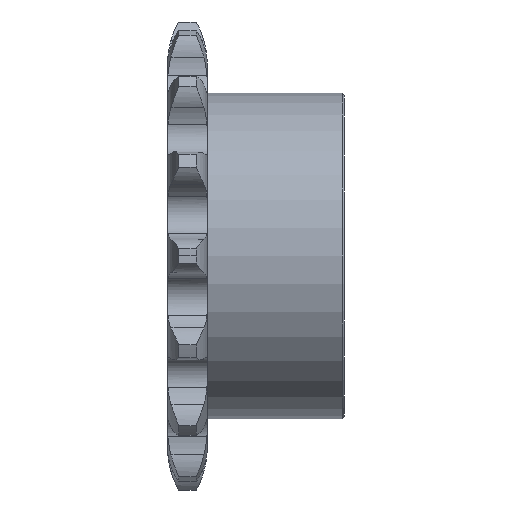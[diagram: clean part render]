
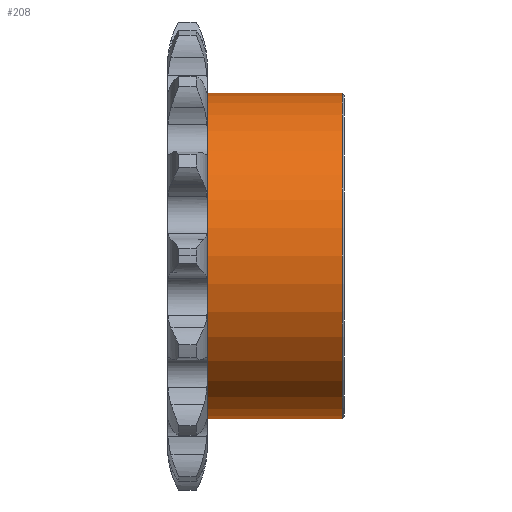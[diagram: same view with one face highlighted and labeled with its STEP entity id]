
A CAD part, front view. The second image highlights one B-rep face of the part: STEP entity #208.
In plain terms, the highlighted cylindrical face has radius 17.526 mm (diameter 35.052 mm), a partial arc.
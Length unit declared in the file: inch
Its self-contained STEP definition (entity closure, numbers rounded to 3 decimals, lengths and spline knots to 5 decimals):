
#167=CARTESIAN_POINT('',(0.08419,0.,0.0));
#168=DIRECTION('',(1.0,0.,0.0));
#169=DIRECTION('',(0.0,0.0,1.0));
#170=AXIS2_PLACEMENT_3D('',#167,#168,#169);
#171=CYLINDRICAL_SURFACE('',#170,0.69);
#172=CARTESIAN_POINT('',(0.08419,0.,0.69));
#173=VERTEX_POINT('',#172);
#174=CARTESIAN_POINT('',(0.65581,0.,0.69));
#175=VERTEX_POINT('',#174);
#176=CARTESIAN_POINT('',(0.08419,0.,0.69));
#177=DIRECTION('',(1.0,0.0,0.0));
#178=VECTOR('',#177,0.57163);
#179=LINE('',#176,#178);
#180=EDGE_CURVE('',#173,#175,#179,.T.);
#181=ORIENTED_EDGE('',*,*,#180,.F.);
#182=CARTESIAN_POINT('',(0.08419,0.,-0.69));
#183=VERTEX_POINT('',#182);
#184=CARTESIAN_POINT('',(0.08419,0.,0.0));
#185=DIRECTION('',(-1.0,0.0,0.0));
#186=DIRECTION('',(0.0,0.0,1.0));
#187=AXIS2_PLACEMENT_3D('',#184,#185,#186);
#188=CIRCLE('',#187,0.69);
#189=EDGE_CURVE('',#183,#173,#188,.T.);
#190=ORIENTED_EDGE('',*,*,#189,.F.);
#191=CARTESIAN_POINT('',(0.65581,0.,-0.69));
#192=VERTEX_POINT('',#191);
#193=CARTESIAN_POINT('',(0.65581,0.,-0.69));
#194=DIRECTION('',(-1.0,0.0,0.0));
#195=VECTOR('',#194,0.57163);
#196=LINE('',#193,#195);
#197=EDGE_CURVE('',#192,#183,#196,.T.);
#198=ORIENTED_EDGE('',*,*,#197,.F.);
#199=CARTESIAN_POINT('',(0.65581,0.,0.0));
#200=DIRECTION('',(1.0,0.0,0.0));
#201=DIRECTION('',(0.0,0.0,1.0));
#202=AXIS2_PLACEMENT_3D('',#199,#200,#201);
#203=CIRCLE('',#202,0.69);
#204=EDGE_CURVE('',#175,#192,#203,.T.);
#205=ORIENTED_EDGE('',*,*,#204,.F.);
#206=EDGE_LOOP('',(#181,#190,#198,#205));
#207=FACE_OUTER_BOUND('',#206,.T.);
#208=ADVANCED_FACE('',(#207),#171,.T.);
